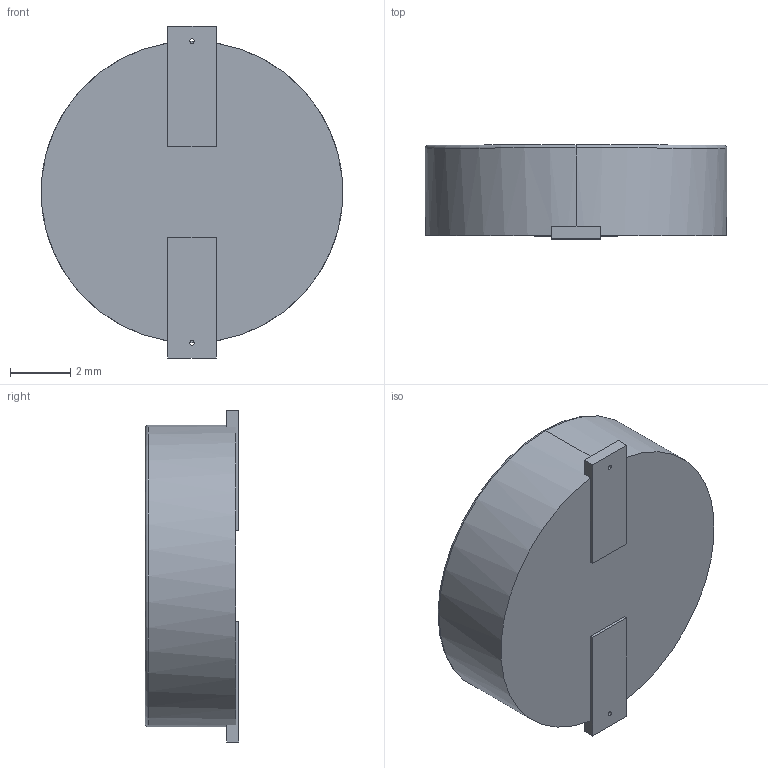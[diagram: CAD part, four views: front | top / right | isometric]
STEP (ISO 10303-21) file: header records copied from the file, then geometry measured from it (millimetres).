
FILE_DESCRIPTION (( 'STEP AP203' ), '1' );
FILE_NAME ('CUI_DEVICES_CMT-1075-SMT-TR.step', '2019-10-20T21:33:34', ( '' ), ( '' ), 'SwSTEP 2.0', 'SolidWorks 2019', '' );
FILE_SCHEMA (( 'CONFIG_CONTROL_DESIGN' ));
Length unit declared in the file: inch
Products named in the file (1): CUI_DEVICES_CMT-1075-SMT-TR
Bounding box: 10 x 3.1 x 11 mm (x, y, z)
Volume: 236.3 mm3; surface area: 291.5 mm2
Topology: 3 solids, 3 shells, 33 faces, 76 edges, 50 vertices
Faces by surface type: plane 23, cylinder 8, torus 2
Entity records: 1021 total; most frequent: DIRECTION 168, CARTESIAN_POINT 160, ORIENTED_EDGE 152, EDGE_CURVE 76, AXIS2_PLACEMENT_3D 58, LINE 52, VECTOR 52, VERTEX_POINT 50
